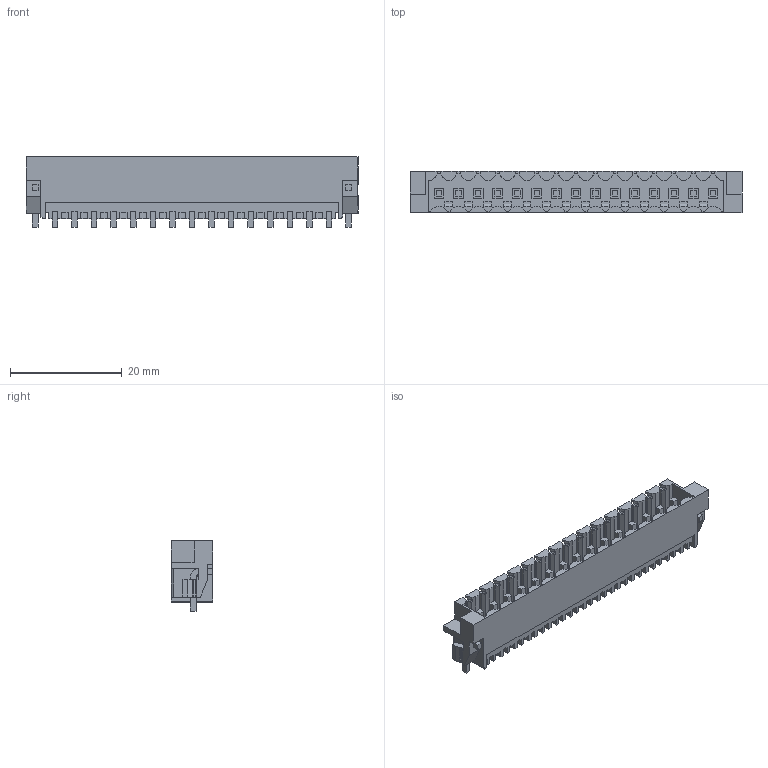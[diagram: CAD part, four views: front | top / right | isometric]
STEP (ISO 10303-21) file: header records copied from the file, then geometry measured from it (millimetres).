
FILE_DESCRIPTION(('CATIA V5 STEP Exchange','CAx-IF Rec.Pracs.--- Model Styling and Organization---1.2---2011-12-15'),'2;1');
FILE_NAME ('D1450770_0_1291440000_1291440000.stp','2018-03-20T09:50:44+00:00',('none'),('Weidmueller'),'CATIA Version 5-6 Release 2014','CATIA V5 STEP AP214','none');
FILE_SCHEMA(('AUTOMOTIVE_DESIGN { 1 0 10303 214 1 1 1 1 }'));
Length unit declared in the file: millimetre
Products named in the file (1): 1291440000
Bounding box: 59.35 x 7.45 x 12.55 mm (x, y, z)
Volume: 1911 mm3; surface area: 5275.7 mm2
Topology: 18 solids, 18 shells, 1200 faces, 3548 edges, 2411 vertices
Faces by surface type: plane 1087, cylinder 113
Entity records: 37941 total; most frequent: ORIENTED_EDGE 7096, CARTESIAN_POINT 6991, DIRECTION 4724, EDGE_CURVE 3548, VECTOR 3262, LINE 3262, VERTEX_POINT 2411, EDGE_LOOP 1261
